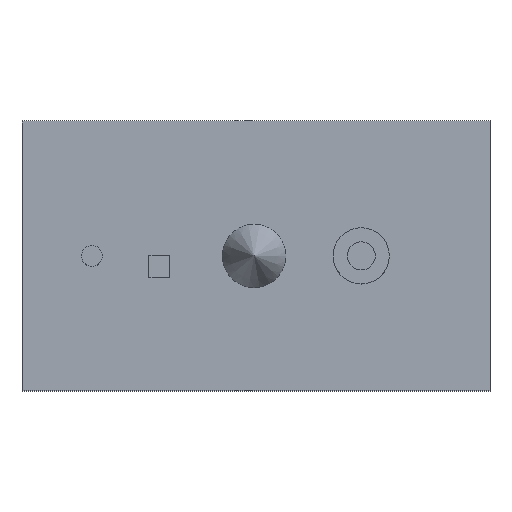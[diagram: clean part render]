
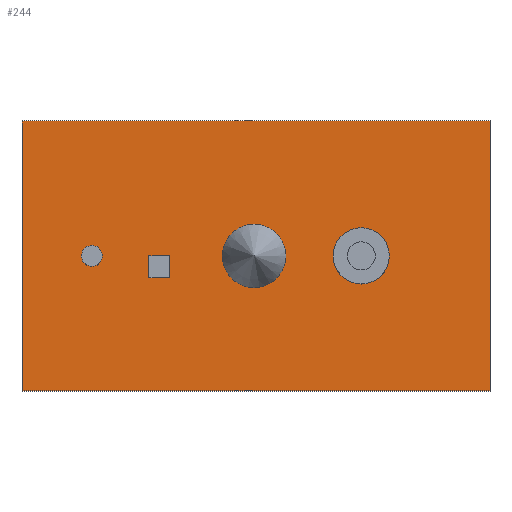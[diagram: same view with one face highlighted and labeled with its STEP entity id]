
A CAD part, top view. The second image highlights one B-rep face of the part: STEP entity #244.
In plain terms, the highlighted planar face has unit normal (0, 0, 1).
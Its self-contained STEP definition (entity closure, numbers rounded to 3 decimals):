
#45=CARTESIAN_POINT('',(-123.,-92.,13.));
#46=VERTEX_POINT('',#45);
#53=CARTESIAN_POINT('',(-123.,92.,13.));
#54=VERTEX_POINT('',#53);
#55=CARTESIAN_POINT('',(-123.,92.,13.));
#56=DIRECTION('',(0.,-1.,0.));
#57=VECTOR('',#56,184.);
#58=LINE('',#55,#57);
#59=EDGE_CURVE('',#54,#46,#58,.T.);
#107=CARTESIAN_POINT('',(196.,-92.,13.));
#108=VERTEX_POINT('',#107);
#115=CARTESIAN_POINT('',(-123.,-92.,13.));
#116=DIRECTION('',(1.,0.,0.));
#117=VECTOR('',#116,319.);
#118=LINE('',#115,#117);
#119=EDGE_CURVE('',#46,#108,#118,.T.);
#131=CARTESIAN_POINT('',(196.,92.,13.));
#132=VERTEX_POINT('',#131);
#133=CARTESIAN_POINT('',(196.,92.,13.));
#134=DIRECTION('',(-1.,0.,0.));
#135=VECTOR('',#134,319.);
#136=LINE('',#133,#135);
#137=EDGE_CURVE('',#132,#54,#136,.T.);
#156=CARTESIAN_POINT('',(196.,-92.,13.));
#157=DIRECTION('',(0.,1.,0.));
#158=VECTOR('',#157,184.);
#159=LINE('',#156,#158);
#160=EDGE_CURVE('',#108,#132,#159,.T.);
#166=CARTESIAN_POINT('',(109.5,0.,13.));
#167=DIRECTION('',(1.,0.,0.));
#168=DIRECTION('',(0.,0.,1.));
#169=AXIS2_PLACEMENT_3D('',#166,#168,#167);
#170=PLANE('',#169);
#171=ORIENTED_EDGE('',*,*,#119,.T.);
#172=ORIENTED_EDGE('',*,*,#160,.T.);
#173=ORIENTED_EDGE('',*,*,#137,.T.);
#174=ORIENTED_EDGE('',*,*,#59,.T.);
#175=EDGE_LOOP('',(#171,#172,#173,#174));
#176=FACE_OUTER_BOUND('',#175,.T.);
#177=CARTESIAN_POINT('',(-22.222,-15.,13.));
#178=VERTEX_POINT('',#177);
#179=CARTESIAN_POINT('',(-22.222,0.,13.));
#180=VERTEX_POINT('',#179);
#181=CARTESIAN_POINT('',(-22.222,-15.,13.));
#182=DIRECTION('',(0.,1.,0.));
#183=VECTOR('',#182,15.);
#184=LINE('',#181,#183);
#185=EDGE_CURVE('',#178,#180,#184,.T.);
#186=ORIENTED_EDGE('E40',*,*,#185,.F.);
#187=CARTESIAN_POINT('',(-36.522,-15.,13.));
#188=VERTEX_POINT('',#187);
#189=CARTESIAN_POINT('',(-36.522,-15.,13.));
#190=DIRECTION('',(1.,0.,0.));
#191=VECTOR('',#190,14.3);
#192=LINE('',#189,#191);
#193=EDGE_CURVE('',#188,#178,#192,.T.);
#194=ORIENTED_EDGE('E43',*,*,#193,.F.);
#195=CARTESIAN_POINT('',(-36.522,0.,13.));
#196=VERTEX_POINT('',#195);
#197=CARTESIAN_POINT('',(-36.522,0.,13.));
#198=DIRECTION('',(0.,-1.,0.));
#199=VECTOR('',#198,15.);
#200=LINE('',#197,#199);
#201=EDGE_CURVE('',#196,#188,#200,.T.);
#202=ORIENTED_EDGE('E42',*,*,#201,.F.);
#203=CARTESIAN_POINT('',(-22.222,0.,13.));
#204=DIRECTION('',(-1.,0.,0.));
#205=VECTOR('',#204,14.3);
#206=LINE('',#203,#205);
#207=EDGE_CURVE('',#180,#196,#206,.T.);
#208=ORIENTED_EDGE('E41',*,*,#207,.F.);
#209=EDGE_LOOP('',(#186,#194,#202,#208));
#210=FACE_BOUND('',#209,.T.);
#211=CARTESIAN_POINT('',(-68.213,0.,13.));
#212=VERTEX_POINT('',#211);
#213=CARTESIAN_POINT('',(-75.362,0.,13.));
#214=DIRECTION('',(1.,0.,0.));
#215=DIRECTION('',(0.,0.,1.));
#216=AXIS2_PLACEMENT_3D('',#213,#215,#214);
#217=CIRCLE('',#216,7.15);
#218=EDGE_CURVE('',#212,#212,#217,.T.);
#219=ORIENTED_EDGE('E44',*,*,#218,.F.);
#220=EDGE_LOOP('',(#219));
#221=FACE_BOUND('',#220,.T.);
#222=CARTESIAN_POINT('',(56.838,0.,13.));
#223=VERTEX_POINT('',#222);
#224=CARTESIAN_POINT('',(35.169,0.,13.));
#225=DIRECTION('',(1.,0.,0.));
#226=DIRECTION('',(0.,0.,1.));
#227=AXIS2_PLACEMENT_3D('',#224,#226,#225);
#228=CIRCLE('',#227,21.669);
#229=EDGE_CURVE('',#223,#223,#228,.T.);
#230=ORIENTED_EDGE('E45',*,*,#229,.F.);
#231=EDGE_LOOP('',(#230));
#232=FACE_BOUND('',#231,.T.);
#233=CARTESIAN_POINT('',(89.082,0.,13.));
#234=VERTEX_POINT('',#233);
#235=CARTESIAN_POINT('',(108.213,0.,13.));
#236=DIRECTION('',(-1.,0.,0.));
#237=DIRECTION('',(0.,0.,1.));
#238=AXIS2_PLACEMENT_3D('',#235,#237,#236);
#239=CIRCLE('',#238,19.13);
#240=EDGE_CURVE('',#234,#234,#239,.T.);
#241=ORIENTED_EDGE('E46',*,*,#240,.F.);
#242=EDGE_LOOP('',(#241));
#243=FACE_BOUND('',#242,.T.);
#244=ADVANCED_FACE('F2',(#176,#210,#221,#232,#243),#170,.T.);
